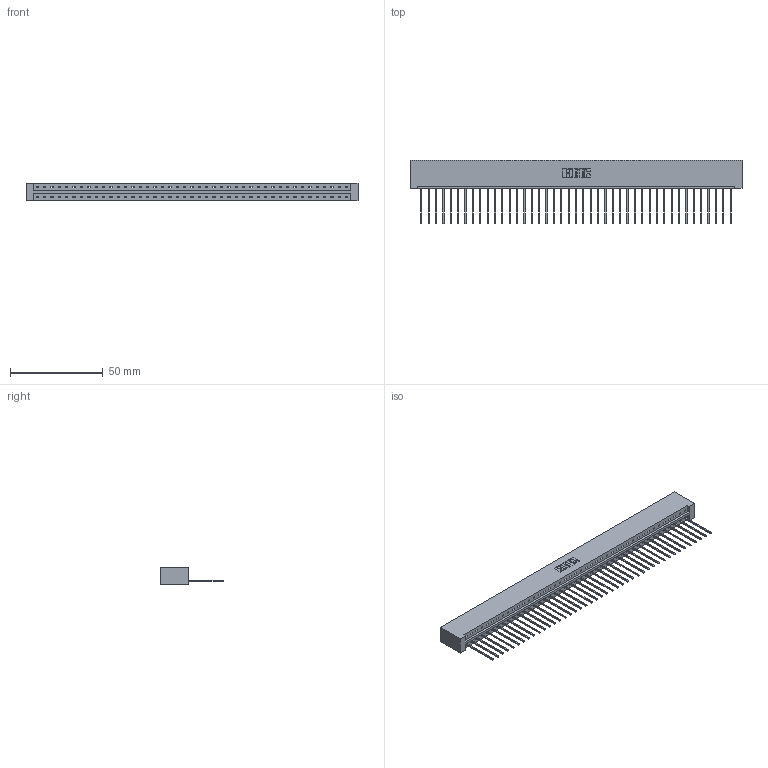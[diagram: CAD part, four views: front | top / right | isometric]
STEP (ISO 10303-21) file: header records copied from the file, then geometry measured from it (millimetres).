
FILE_DESCRIPTION (( 'STEP AP203' ), '1' );
FILE_NAME ('333-043-541-101.STEP', '2018-08-03T20:23:10', ( '' ), ( '' ), 'SwSTEP 2.0', 'SolidWorks 2016', '' );
FILE_SCHEMA (( 'CONFIG_CONTROL_DESIGN' ));
Length unit declared in the file: inch
Products named in the file (3): 333 Part_Lugless; 345-292-001_345-293-141; 333-043-541-101
Assembly tree (44 placements, depth 2):
  333-043-541-101
    333 Part_Lugless
    345-292-001_345-293-141  x43
Bounding box: 178.64 x 34.3 x 9.4 mm (x, y, z)
Volume: 18739.3 mm3; surface area: 21109.9 mm2
Topology: 44 solids, 44 shells, 2600 faces, 7855 edges, 5178 vertices
Faces by surface type: plane 1872, cylinder 728
Entity records: 25899 total; most frequent: CARTESIAN_POINT 4475, ORIENTED_EDGE 4454, DIRECTION 3765, EDGE_CURVE 2227, VECTOR 2107, LINE 2107, VERTEX_POINT 1482, AXIS2_PLACEMENT_3D 829
